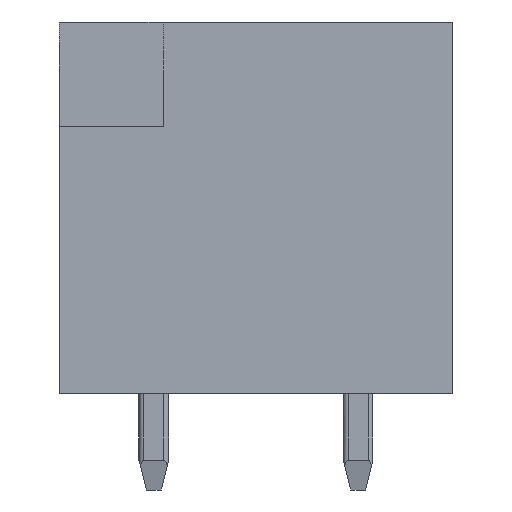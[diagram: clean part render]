
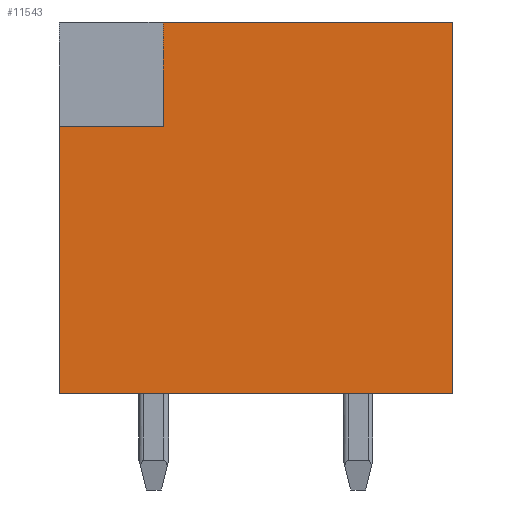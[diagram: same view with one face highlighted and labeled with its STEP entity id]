
A CAD part, left-side view. The second image highlights one B-rep face of the part: STEP entity #11543.
In plain terms, the highlighted planar face has unit normal (-1, 0, 0).
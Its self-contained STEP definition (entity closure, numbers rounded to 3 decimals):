
#9=DIRECTION('',(0.,1.,0.));
#10=VECTOR('',#9,10.6);
#11=CARTESIAN_POINT('',(-17.9,-5.3,-6.3));
#12=LINE('',#11,#10);
#1262=DIRECTION('',(0.,1.,0.));
#1263=VECTOR('',#1262,7.8);
#1264=CARTESIAN_POINT('',(-17.9,-5.3,3.7));
#1265=LINE('',#1264,#1263);
#4490=DIRECTION('',(0.,-1.,0.));
#4491=VECTOR('',#4490,2.8);
#4492=CARTESIAN_POINT('',(-17.9,5.3,0.9));
#4493=LINE('',#4492,#4491);
#4494=DIRECTION('',(0.,0.,-1.));
#4495=VECTOR('',#4494,2.8);
#4496=CARTESIAN_POINT('',(-17.9,2.5,3.7));
#4497=LINE('',#4496,#4495);
#4498=DIRECTION('',(0.,0.,-1.));
#4499=VECTOR('',#4498,10.);
#4500=CARTESIAN_POINT('',(-17.9,-5.3,3.7));
#4501=LINE('',#4500,#4499);
#4506=DIRECTION('',(0.,0.,-1.));
#4507=VECTOR('',#4506,7.2);
#4508=CARTESIAN_POINT('',(-17.9,5.3,0.9));
#4509=LINE('',#4508,#4507);
#5711=CARTESIAN_POINT('',(-17.9,-5.3,-6.3));
#5712=CARTESIAN_POINT('',(-17.9,5.3,-6.3));
#5713=VERTEX_POINT('',#5711);
#5714=VERTEX_POINT('',#5712);
#5715=CARTESIAN_POINT('',(-17.9,-5.3,3.7));
#5716=VERTEX_POINT('',#5715);
#5751=CARTESIAN_POINT('',(-17.9,2.5,0.9));
#5752=VERTEX_POINT('',#5751);
#5755=CARTESIAN_POINT('',(-17.9,5.3,0.9));
#5756=VERTEX_POINT('',#5755);
#5759=CARTESIAN_POINT('',(-17.9,2.5,3.7));
#5760=VERTEX_POINT('',#5759);
#11529=CARTESIAN_POINT('',(-17.9,-5.3,3.7));
#11530=DIRECTION('',(1.,0.,0.));
#11531=DIRECTION('',(0.,1.,0.));
#11532=AXIS2_PLACEMENT_3D('',#11529,#11530,#11531);
#11533=PLANE('',#11532);
#11534=ORIENTED_EDGE('',*,*,#11509,.T.);
#11535=ORIENTED_EDGE('',*,*,#11524,.F.);
#11536=ORIENTED_EDGE('',*,*,#6928,.F.);
#11537=ORIENTED_EDGE('',*,*,#5768,.T.);
#11538=ORIENTED_EDGE('',*,*,#5784,.T.);
#11540=ORIENTED_EDGE('',*,*,#11539,.F.);
#11541=EDGE_LOOP('',(#11534,#11535,#11536,#11537,#11538,#11540));
#11542=FACE_OUTER_BOUND('',#11541,.F.);
#11543=ADVANCED_FACE('',(#11542),#11533,.F.);
#5768=EDGE_CURVE('',#5716,#5713,#4501,.T.);
#5784=EDGE_CURVE('',#5713,#5714,#12,.T.);
#6928=EDGE_CURVE('',#5716,#5760,#1265,.T.);
#11509=EDGE_CURVE('',#5756,#5752,#4493,.T.);
#11524=EDGE_CURVE('',#5760,#5752,#4497,.T.);
#11539=EDGE_CURVE('',#5756,#5714,#4509,.T.);
